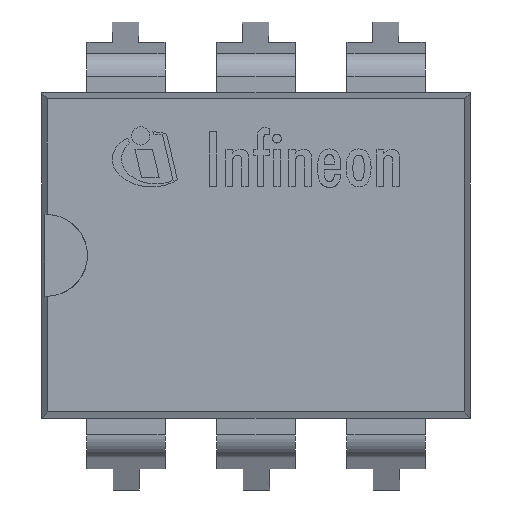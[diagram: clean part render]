
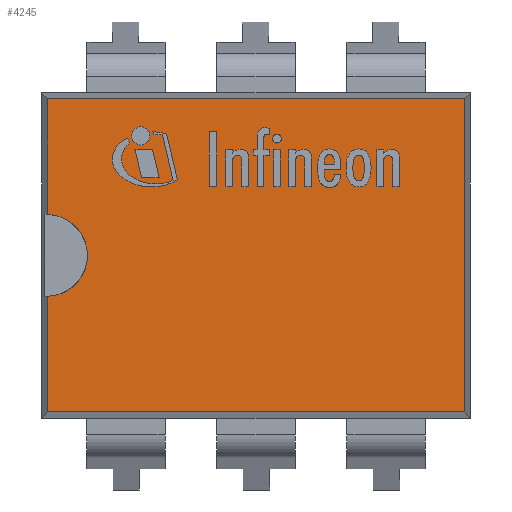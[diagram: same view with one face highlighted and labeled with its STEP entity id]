
A CAD part, top view. The second image highlights one B-rep face of the part: STEP entity #4245.
In plain terms, the highlighted planar face has unit normal (0, 0, 1).
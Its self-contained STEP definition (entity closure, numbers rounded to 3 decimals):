
#54=CIRCLE('',#4606,0.8);
#523=FACE_OUTER_BOUND('',#770,.T.);
#770=EDGE_LOOP('',(#2870,#2871,#2872,#2873,#2874,#2875));
#1032=LINE('',#6643,#1399);
#1033=LINE('',#6645,#1400);
#1034=LINE('',#6647,#1401);
#1035=LINE('',#6649,#1402);
#1036=LINE('',#6650,#1403);
#1399=VECTOR('',#5191,10.);
#1400=VECTOR('',#5192,10.);
#1401=VECTOR('',#5193,10.);
#1402=VECTOR('',#5194,10.);
#1403=VECTOR('',#5195,10.);
#1756=VERTEX_POINT('',#6620);
#1760=VERTEX_POINT('',#6628);
#1763=VERTEX_POINT('',#6642);
#1764=VERTEX_POINT('',#6644);
#1765=VERTEX_POINT('',#6646);
#1766=VERTEX_POINT('',#6648);
#2198=EDGE_CURVE('',#1756,#1760,#54,.T.);
#2204=EDGE_CURVE('',#1763,#1760,#1032,.T.);
#2205=EDGE_CURVE('',#1764,#1763,#1033,.T.);
#2206=EDGE_CURVE('',#1765,#1764,#1034,.T.);
#2207=EDGE_CURVE('',#1766,#1765,#1035,.T.);
#2208=EDGE_CURVE('',#1756,#1766,#1036,.T.);
#2870=ORIENTED_EDGE('',*,*,#2198,.T.);
#2871=ORIENTED_EDGE('',*,*,#2204,.F.);
#2872=ORIENTED_EDGE('',*,*,#2205,.F.);
#2873=ORIENTED_EDGE('',*,*,#2206,.F.);
#2874=ORIENTED_EDGE('',*,*,#2207,.F.);
#2875=ORIENTED_EDGE('',*,*,#2208,.F.);
#4137=PLANE('',#4610);
#4245=ADVANCED_FACE('',(#523),#4137,.T.);
#4606=AXIS2_PLACEMENT_3D('',#6630,#5176,#5177);
#4610=AXIS2_PLACEMENT_3D('',#6641,#5189,#5190);
#5176=DIRECTION('center_axis',(0.,0.,-1.));
#5177=DIRECTION('ref_axis',(0.,-1.,0.));
#5189=DIRECTION('center_axis',(0.,0.,1.));
#5190=DIRECTION('ref_axis',(1.,0.,0.));
#5191=DIRECTION('',(0.,1.,0.));
#5192=DIRECTION('',(-1.,0.,0.));
#5193=DIRECTION('',(0.,-1.,0.));
#5194=DIRECTION('',(1.,0.,0.));
#5195=DIRECTION('',(0.,1.,0.));
#6620=CARTESIAN_POINT('',(-4.075,0.8,7.11));
#6628=CARTESIAN_POINT('',(-4.075,-0.8,7.11));
#6630=CARTESIAN_POINT('Origin',(-4.092,0.,7.11));
#6641=CARTESIAN_POINT('Origin',(0.,0.,
7.11));
#6642=CARTESIAN_POINT('',(-4.075,-3.06,7.11));
#6643=CARTESIAN_POINT('',(-4.075,-3.175,7.11));
#6644=CARTESIAN_POINT('',(4.075,-3.06,7.11));
#6645=CARTESIAN_POINT('',(4.19,-3.06,7.11));
#6646=CARTESIAN_POINT('',(4.075,3.06,7.11));
#6647=CARTESIAN_POINT('',(4.075,3.175,7.11));
#6648=CARTESIAN_POINT('',(-4.075,3.06,7.11));
#6649=CARTESIAN_POINT('',(-4.19,3.06,7.11));
#6650=CARTESIAN_POINT('',(-4.075,-3.175,7.11));
